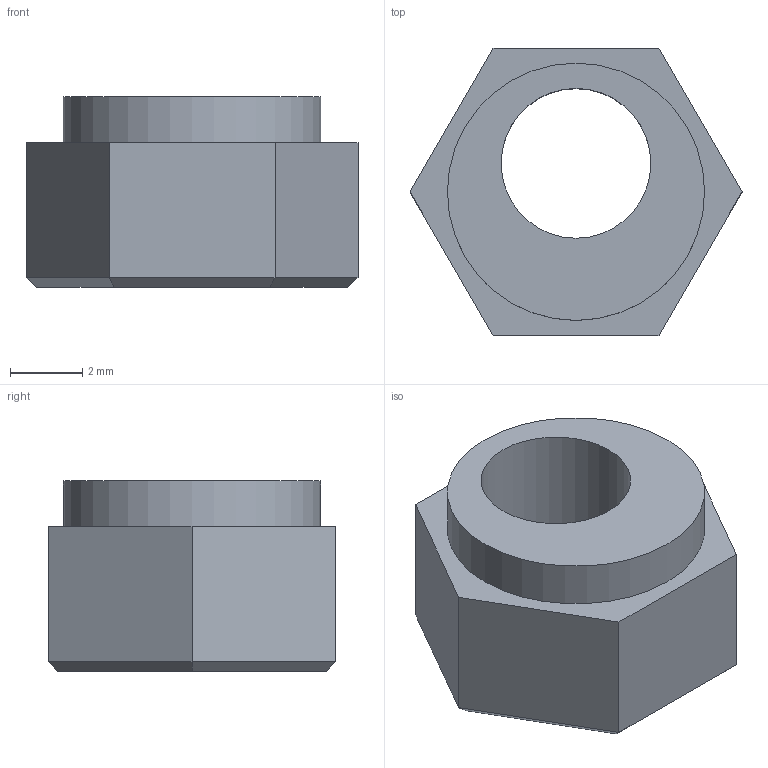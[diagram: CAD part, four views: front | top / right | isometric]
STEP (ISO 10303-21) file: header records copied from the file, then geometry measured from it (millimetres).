
FILE_DESCRIPTION(/* description */ ('Eccentric Nut'),/* implementation_level */ '2;1');
FILE_NAME(/* name */ '30158-01.ipt.step',/* time_stamp */ '2013-11-18T21:48:45-06:00',/* author */ ('Edward'),/* organization */ (''),/* preprocessor_version */ 'ST-DEVELOPER v15.2',/* originating_system */ 'Autodesk Inventor 2014',/* authorisation */ 'PER ALEX BI @ NINGBO YINZHOU, 8-2-13');
FILE_SCHEMA (('AUTOMOTIVE_DESIGN { 1 0 10303 214 3 1 1 }'));
Length unit declared in the file: inch
Products named in the file (1): 30158-01
Bounding box: 9.18 x 7.95 x 5.26 mm (x, y, z)
Volume: 197.1 mm3; surface area: 284.9 mm2
Topology: 1 solids, 1 shells, 17 faces, 37 edges, 23 vertices
Faces by surface type: plane 15, cylinder 2
Full cylindrical faces by diameter (mm): 4.14 x1, 7.112 x1
Entity records: 463 total; most frequent: DIRECTION 74, CARTESIAN_POINT 74, ORIENTED_EDGE 68, EDGE_CURVE 34, LINE 30, VECTOR 30, EDGE_LOOP 22, VERTEX_POINT 22
